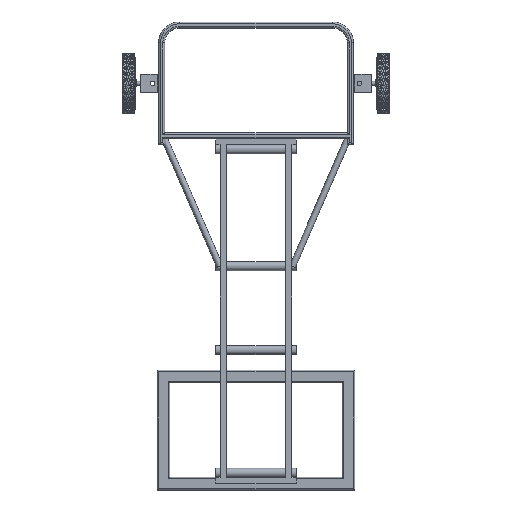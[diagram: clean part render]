
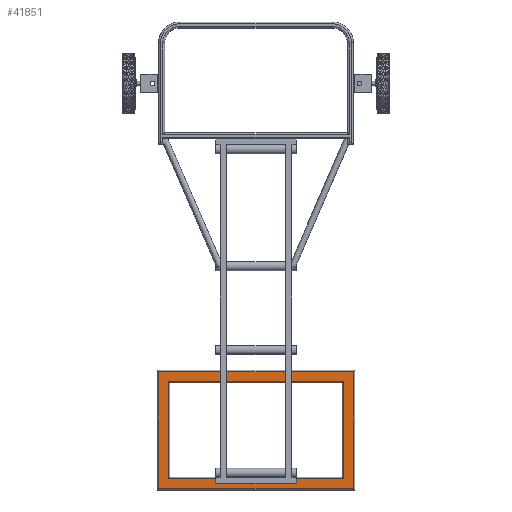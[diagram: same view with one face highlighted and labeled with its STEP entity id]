
A CAD part, top view. The second image highlights one B-rep face of the part: STEP entity #41851.
In plain terms, the highlighted planar face has unit normal (0, 0, 1).
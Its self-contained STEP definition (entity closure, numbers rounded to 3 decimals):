
#5527=FACE_BOUND('',#7973,.T.);
#5600=FACE_OUTER_BOUND('',#7972,.T.);
#7972=EDGE_LOOP('',(#27187,#27188,#27189,#27190));
#7973=EDGE_LOOP('',(#27191,#27192,#27193,#27194));
#10396=LINE('',#60581,#13059);
#10397=LINE('',#60586,#13060);
#10398=LINE('',#60590,#13061);
#10401=LINE('',#60596,#13064);
#10403=LINE('',#60602,#13066);
#10404=LINE('',#60604,#13067);
#10405=LINE('',#60606,#13068);
#10406=LINE('',#60607,#13069);
#13059=VECTOR('',#48965,10.);
#13060=VECTOR('',#48972,10.);
#13061=VECTOR('',#48977,10.);
#13064=VECTOR('',#48984,10.);
#13066=VECTOR('',#48990,10.);
#13067=VECTOR('',#48991,10.);
#13068=VECTOR('',#48992,10.);
#13069=VECTOR('',#48993,10.);
#15706=VERTEX_POINT('',#60579);
#15707=VERTEX_POINT('',#60580);
#15708=VERTEX_POINT('',#60585);
#15709=VERTEX_POINT('',#60589);
#15711=VERTEX_POINT('',#60600);
#15712=VERTEX_POINT('',#60601);
#15713=VERTEX_POINT('',#60603);
#15714=VERTEX_POINT('',#60605);
#20244=EDGE_CURVE('',#15706,#15707,#10396,.T.);
#20247=EDGE_CURVE('',#15707,#15708,#10397,.T.);
#20249=EDGE_CURVE('',#15708,#15709,#10398,.T.);
#20253=EDGE_CURVE('',#15709,#15706,#10401,.T.);
#20255=EDGE_CURVE('',#15711,#15712,#10403,.T.);
#20256=EDGE_CURVE('',#15713,#15711,#10404,.T.);
#20257=EDGE_CURVE('',#15714,#15713,#10405,.T.);
#20258=EDGE_CURVE('',#15712,#15714,#10406,.T.);
#27187=ORIENTED_EDGE('',*,*,#20255,.F.);
#27188=ORIENTED_EDGE('',*,*,#20256,.F.);
#27189=ORIENTED_EDGE('',*,*,#20257,.F.);
#27190=ORIENTED_EDGE('',*,*,#20258,.F.);
#27191=ORIENTED_EDGE('',*,*,#20244,.F.);
#27192=ORIENTED_EDGE('',*,*,#20253,.F.);
#27193=ORIENTED_EDGE('',*,*,#20249,.F.);
#27194=ORIENTED_EDGE('',*,*,#20247,.F.);
#40705=PLANE('',#44356);
#41851=ADVANCED_FACE('',(#5600,#5527),#40705,.T.);
#44356=AXIS2_PLACEMENT_3D('',#60599,#48988,#48989);
#48965=DIRECTION('',(0.,-1.,0.));
#48972=DIRECTION('',(1.,0.,0.));
#48977=DIRECTION('',(0.,1.,0.));
#48984=DIRECTION('',(-1.,0.,0.));
#48988=DIRECTION('center_axis',(0.,0.,1.));
#48989=DIRECTION('ref_axis',(1.,0.,0.));
#48990=DIRECTION('',(1.,0.,0.));
#48991=DIRECTION('',(0.,1.,0.));
#48992=DIRECTION('',(-1.,0.,0.));
#48993=DIRECTION('',(0.,-1.,0.));
#60579=CARTESIAN_POINT('',(-293.,163.,22.));
#60580=CARTESIAN_POINT('',(-293.,-163.,22.));
#60581=CARTESIAN_POINT('',(-293.,-79.,22.));
#60585=CARTESIAN_POINT('',(293.,-163.,22.));
#60586=CARTESIAN_POINT('',(144.,-163.,22.));
#60589=CARTESIAN_POINT('',(293.,163.,22.));
#60590=CARTESIAN_POINT('',(293.,79.,22.));
#60596=CARTESIAN_POINT('',(-144.,163.,22.));
#60599=CARTESIAN_POINT('Origin',(0.,0.,22.));
#60600=CARTESIAN_POINT('',(-325.,195.,22.));
#60601=CARTESIAN_POINT('',(325.,195.,22.));
#60602=CARTESIAN_POINT('',(165.,195.,22.));
#60603=CARTESIAN_POINT('',(-325.,-195.,22.));
#60604=CARTESIAN_POINT('',(-325.,100.,22.));
#60605=CARTESIAN_POINT('',(325.,-195.,22.));
#60606=CARTESIAN_POINT('',(-165.,-195.,22.));
#60607=CARTESIAN_POINT('',(325.,-100.,22.));
